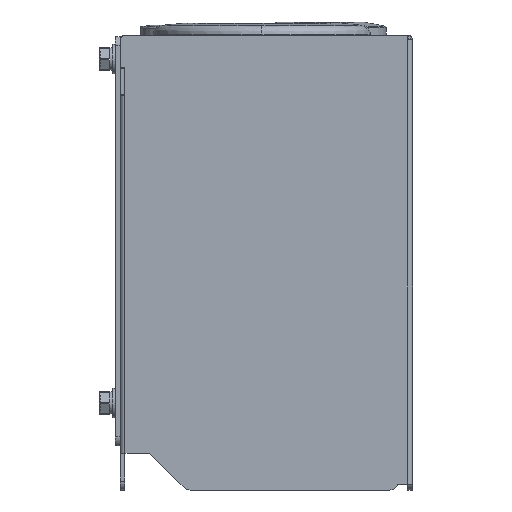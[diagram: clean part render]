
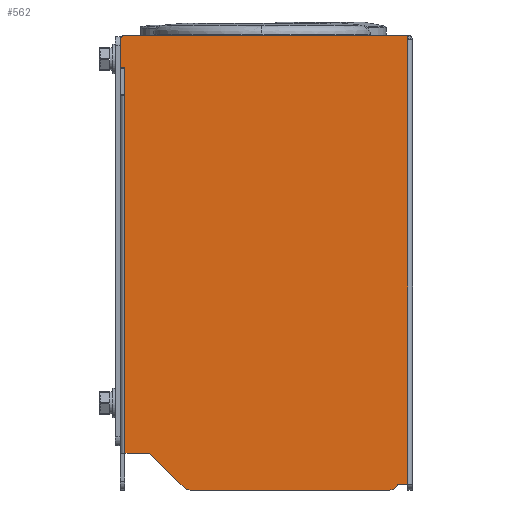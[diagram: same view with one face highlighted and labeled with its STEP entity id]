
A CAD part, left-side view. The second image highlights one B-rep face of the part: STEP entity #562.
In plain terms, the highlighted planar face has unit normal (-1, 0, 0).
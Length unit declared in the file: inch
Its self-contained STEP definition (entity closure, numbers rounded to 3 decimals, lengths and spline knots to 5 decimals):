
#64 = ORIENTED_EDGE ( 'NONE', *, *, #15187, .F. ) ;
#67 = CARTESIAN_POINT ( 'NONE',  ( -5.42913, 5.0315, -0.48819 ) ) ;
#120 = CARTESIAN_POINT ( 'NONE',  ( -5.42913, 8.85039, 5.04331 ) ) ;
#351 = VECTOR ( 'NONE', #25371, 39.37008 ) ;
#433 = LINE ( 'NONE', #25462, #538 ) ;
#498 = CARTESIAN_POINT ( 'NONE',  ( -5.42913, 8.0031, -0.53234 ) ) ;
#538 = VECTOR ( 'NONE', #25398, 39.37008 ) ;
#562 = ADVANCED_FACE ( 'NONE', ( #27513 ), #12633, .F. ) ;
#567 = LINE ( 'NONE', #25307, #351 ) ;
#571 = CARTESIAN_POINT ( 'NONE',  ( -5.42913, 8.85039, 5.25787 ) ) ;
#608 = VECTOR ( 'NONE', #26040, 39.37008 ) ;
#652 = DIRECTION ( 'NONE',  ( 0., -1., 0. ) ) ;
#731 = CARTESIAN_POINT ( 'NONE',  ( -5.42913, 6.90945, 5.47244 ) ) ;
#840 = DIRECTION ( 'NONE',  ( 0., -1., 0. ) ) ;
#932 = CARTESIAN_POINT ( 'NONE',  ( -5.42913, 5.09843, -0.48819 ) ) ;
#1054 = VERTEX_POINT ( 'NONE', #12819 ) ;
#1105 = CARTESIAN_POINT ( 'NONE',  ( -5.42913, 5.0315, 3.98946 ) ) ;
#1175 = DIRECTION ( 'NONE',  ( 0., 0., -1. ) ) ;
#1335 = ORIENTED_EDGE ( 'NONE', *, *, #15058, .F. ) ;
#1477 = ORIENTED_EDGE ( 'NONE', *, *, #25674, .F. ) ;
#1533 = ORIENTED_EDGE ( 'NONE', *, *, #18311, .F. ) ;
#1616 = DIRECTION ( 'NONE',  ( 0., 0., 1. ) ) ;
#1630 = EDGE_CURVE ( 'NONE', #10763, #19930, #2237, .T. ) ;
#1681 = DIRECTION ( 'NONE',  ( 0., 0., 1. ) ) ;
#1706 = LINE ( 'NONE', #1105, #1874 ) ;
#1874 = VECTOR ( 'NONE', #1175, 39.37008 ) ;
#1927 = LINE ( 'NONE', #731, #2012 ) ;
#1936 = ORIENTED_EDGE ( 'NONE', *, *, #18268, .F. ) ;
#2012 = VECTOR ( 'NONE', #840, 39.37008 ) ;
#2029 = DIRECTION ( 'NONE',  ( 1., 0., 0. ) ) ;
#2228 = DIRECTION ( 'NONE',  ( 0., 0.707, 0.707 ) ) ;
#2237 = CIRCLE ( 'NONE', #3935, 0.11811 ) ;
#2385 = CARTESIAN_POINT ( 'NONE',  ( -5.42913, 8.45669, -0.07874 ) ) ;
#2472 = CARTESIAN_POINT ( 'NONE',  ( -5.42913, 8.77165, 5.3937 ) ) ;
#2521 = CARTESIAN_POINT ( 'NONE',  ( -5.42913, 8.7874, 5.04331 ) ) ;
#2532 = CARTESIAN_POINT ( 'NONE',  ( -5.42913, 8.2126, -0.32283 ) ) ;
#2533 = EDGE_CURVE ( 'NONE', #14403, #1054, #14520, .T. ) ;
#2669 = ORIENTED_EDGE ( 'NONE', *, *, #18008, .F. ) ;
#2754 = ORIENTED_EDGE ( 'NONE', *, *, #2533, .F. ) ;
#3061 = VECTOR ( 'NONE', #652, 39.37008 ) ;
#3359 = DIRECTION ( 'NONE',  ( 0., 1., 0. ) ) ;
#3412 = CARTESIAN_POINT ( 'NONE',  ( -5.42913, 8.62205, -0.07874 ) ) ;
#3829 = ORIENTED_EDGE ( 'NONE', *, *, #25755, .F. ) ;
#3935 = AXIS2_PLACEMENT_3D ( 'NONE', #20146, #20115, #20083 ) ;
#4375 = VERTEX_POINT ( 'NONE', #498 ) ;
#4962 = LINE ( 'NONE', #932, #3061 ) ;
#5065 = LINE ( 'NONE', #571, #5090 ) ;
#5090 = VECTOR ( 'NONE', #1616, 39.37008 ) ;
#6041 = DIRECTION ( 'NONE',  ( 0., 1., 0. ) ) ;
#6784 = CARTESIAN_POINT ( 'NONE',  ( -5.42913, 6.90945, -0.56693 ) ) ;
#7157 = VERTEX_POINT ( 'NONE', #120 ) ;
#7662 = DIRECTION ( 'NONE',  ( 0., 0., 1. ) ) ;
#7676 = DIRECTION ( 'NONE',  ( 0., 0., -1. ) ) ;
#7683 = DIRECTION ( 'NONE',  ( 1., 0., 0. ) ) ;
#7716 = CARTESIAN_POINT ( 'NONE',  ( -5.42913, 7.91958, -0.44882 ) ) ;
#8024 = CARTESIAN_POINT ( 'NONE',  ( -5.42913, 8.7874, 3.98946 ) ) ;
#8029 = CARTESIAN_POINT ( 'NONE',  ( -5.42913, 5.0315, 5.47244 ) ) ;
#8179 = AXIS2_PLACEMENT_3D ( 'NONE', #13261, #13393, #13357 ) ;
#9965 = ORIENTED_EDGE ( 'NONE', *, *, #18346, .F. ) ;
#9994 = ORIENTED_EDGE ( 'NONE', *, *, #18098, .F. ) ;
#10354 = ORIENTED_EDGE ( 'NONE', *, *, #21749, .F. ) ;
#10468 = CIRCLE ( 'NONE', #23687, 0.11811 ) ;
#10763 = VERTEX_POINT ( 'NONE', #24992 ) ;
#10854 = CARTESIAN_POINT ( 'NONE',  ( -5.42913, 8.77165, 5.47244 ) ) ;
#11692 = CARTESIAN_POINT ( 'NONE',  ( -5.42913, 8.7874, -0.07874 ) ) ;
#11956 = EDGE_LOOP ( 'NONE', ( #1936, #1533, #2754, #1477, #3829, #1335, #64, #12336, #22031, #9965, #10354, #16996, #2669, #9994 ) ) ;
#12195 = CARTESIAN_POINT ( 'NONE',  ( -5.42913, 7.91958, -0.56693 ) ) ;
#12336 = ORIENTED_EDGE ( 'NONE', *, *, #1630, .F. ) ;
#12633 = PLANE ( 'NONE',  #8179 ) ;
#12819 = CARTESIAN_POINT ( 'NONE',  ( -5.42913, 8.7874, 4.67717 ) ) ;
#13123 = CARTESIAN_POINT ( 'NONE',  ( -5.42913, 8.85039, 5.3937 ) ) ;
#13261 = CARTESIAN_POINT ( 'NONE',  ( -5.42913, 5.0315, 3.98946 ) ) ;
#13357 = DIRECTION ( 'NONE',  ( 0., 0., -1. ) ) ;
#13393 = DIRECTION ( 'NONE',  ( 1., 0., 0. ) ) ;
#14403 = VERTEX_POINT ( 'NONE', #11692 ) ;
#14520 = LINE ( 'NONE', #8024, #14609 ) ;
#14609 = VECTOR ( 'NONE', #7662, 39.37008 ) ;
#14798 = VECTOR ( 'NONE', #2228, 39.37008 ) ;
#15058 = EDGE_CURVE ( 'NONE', #20154, #4375, #10468, .T. ) ;
#15187 = EDGE_CURVE ( 'NONE', #19930, #20154, #23888, .T. ) ;
#16161 = EDGE_CURVE ( 'NONE', #10763, #16289, #4962, .T. ) ;
#16289 = VERTEX_POINT ( 'NONE', #67 ) ;
#16996 = ORIENTED_EDGE ( 'NONE', *, *, #21800, .F. ) ;
#17535 = VERTEX_POINT ( 'NONE', #10854 ) ;
#17809 = VERTEX_POINT ( 'NONE', #25346 ) ;
#18008 = EDGE_CURVE ( 'NONE', #19054, #17535, #21384, .T. ) ;
#18030 = LINE ( 'NONE', #2532, #14798 ) ;
#18093 = VERTEX_POINT ( 'NONE', #2385 ) ;
#18098 = EDGE_CURVE ( 'NONE', #7157, #19054, #5065, .T. ) ;
#18268 = EDGE_CURVE ( 'NONE', #23905, #7157, #19346, .T. ) ;
#18311 = EDGE_CURVE ( 'NONE', #1054, #23905, #433, .T. ) ;
#18346 = EDGE_CURVE ( 'NONE', #17809, #16289, #567, .T. ) ;
#19054 = VERTEX_POINT ( 'NONE', #13123 ) ;
#19346 = LINE ( 'NONE', #26254, #608 ) ;
#19930 = VERTEX_POINT ( 'NONE', #21620 ) ;
#20083 = DIRECTION ( 'NONE',  ( 0., 0., 1. ) ) ;
#20115 = DIRECTION ( 'NONE',  ( 1., 0., 0. ) ) ;
#20146 = CARTESIAN_POINT ( 'NONE',  ( -5.42913, 5.27671, -0.44882 ) ) ;
#20154 = VERTEX_POINT ( 'NONE', #12195 ) ;
#21384 = CIRCLE ( 'NONE', #27114, 0.07874 ) ;
#21620 = CARTESIAN_POINT ( 'NONE',  ( -5.42913, 5.27671, -0.56693 ) ) ;
#21749 = EDGE_CURVE ( 'NONE', #22015, #17809, #1706, .T. ) ;
#21800 = EDGE_CURVE ( 'NONE', #17535, #22015, #1927, .T. ) ;
#22015 = VERTEX_POINT ( 'NONE', #8029 ) ;
#22031 = ORIENTED_EDGE ( 'NONE', *, *, #16161, .T. ) ;
#22473 = VECTOR ( 'NONE', #6041, 39.37008 ) ;
#23687 = AXIS2_PLACEMENT_3D ( 'NONE', #7716, #7683, #7676 ) ;
#23888 = LINE ( 'NONE', #6784, #22473 ) ;
#23905 = VERTEX_POINT ( 'NONE', #2521 ) ;
#24992 = CARTESIAN_POINT ( 'NONE',  ( -5.42913, 5.16535, -0.48819 ) ) ;
#25307 = CARTESIAN_POINT ( 'NONE',  ( -5.42913, 5.0315, 5.40945 ) ) ;
#25346 = CARTESIAN_POINT ( 'NONE',  ( -5.42913, 5.0315, 5.40945 ) ) ;
#25371 = DIRECTION ( 'NONE',  ( 0., 0., -1. ) ) ;
#25398 = DIRECTION ( 'NONE',  ( 0., 0., 1. ) ) ;
#25462 = CARTESIAN_POINT ( 'NONE',  ( -5.42913, 8.7874, 4.86024 ) ) ;
#25626 = LINE ( 'NONE', #3412, #25798 ) ;
#25674 = EDGE_CURVE ( 'NONE', #18093, #14403, #25626, .T. ) ;
#25755 = EDGE_CURVE ( 'NONE', #4375, #18093, #18030, .T. ) ;
#25798 = VECTOR ( 'NONE', #3359, 39.37008 ) ;
#26040 = DIRECTION ( 'NONE',  ( 0., 1., 0. ) ) ;
#26254 = CARTESIAN_POINT ( 'NONE',  ( -5.42913, 8.8189, 5.04331 ) ) ;
#27114 = AXIS2_PLACEMENT_3D ( 'NONE', #2472, #2029, #1681 ) ;
#27513 = FACE_OUTER_BOUND ( 'NONE', #11956, .T. ) ;
